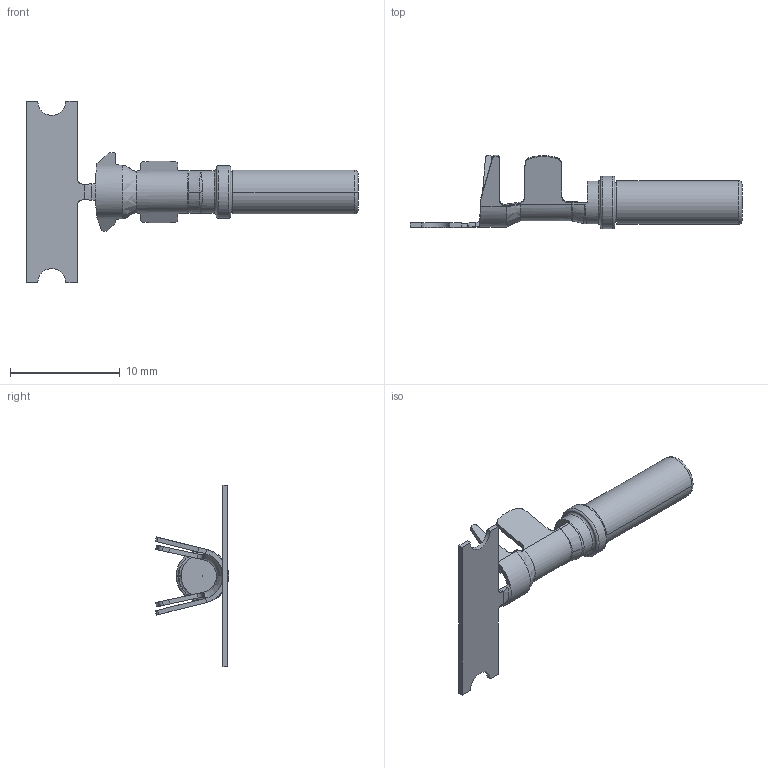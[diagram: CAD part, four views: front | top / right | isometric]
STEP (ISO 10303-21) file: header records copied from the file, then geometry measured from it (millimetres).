
FILE_DESCRIPTION((''),'2;1');
FILE_NAME('C_AT62-12-0222_3D','2015-11-06T',('Orion.Li'),(''),'PRO/ENGINEER BY PARAMETRIC TECHNOLOGY CORPORATION, 2013230','PRO/ENGINEER BY PARAMETRIC TECHNOLOGY CORPORATION, 2013230','');
FILE_SCHEMA(('CONFIG_CONTROL_DESIGN'));
Length unit declared in the file: millimetre
Products named in the file (1): C_AT62-12-0222_3D
Bounding box: 30.27 x 6.71 x 16.51 mm (x, y, z)
Volume: 247.5 mm3; surface area: 604.5 mm2
Topology: 1 solids, 2 shells, 207 faces, 538 edges, 344 vertices
Faces by surface type: plane 70, bspline 48, extrusion 38, cylinder 33, torus 16, cone 2
Entity records: 8417 total; most frequent: CARTESIAN_POINT 3757, ORIENTED_EDGE 1076, DIRECTION 734, EDGE_CURVE 538, VERTEX_POINT 344, VECTOR 278, LINE 240, B_SPLINE_CURVE_WITH_KNOTS 229
